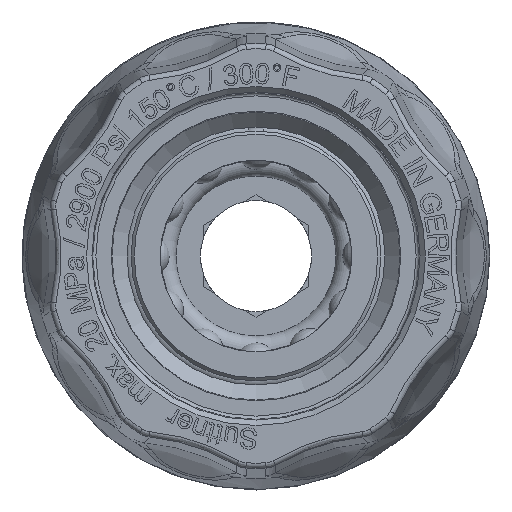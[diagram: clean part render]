
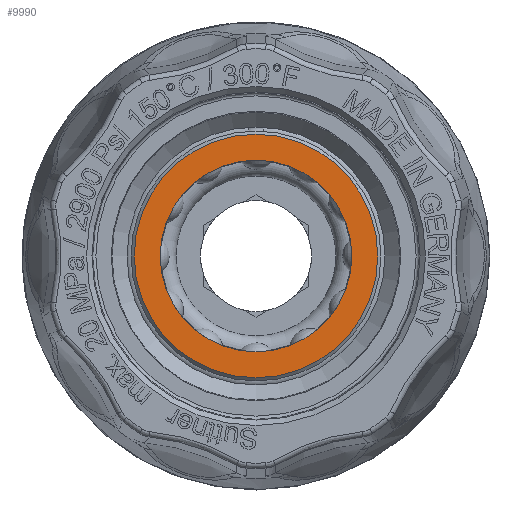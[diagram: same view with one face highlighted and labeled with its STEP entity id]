
A CAD part, front view. The second image highlights one B-rep face of the part: STEP entity #9990.
In plain terms, the highlighted planar face has unit normal (0, -1, 0).
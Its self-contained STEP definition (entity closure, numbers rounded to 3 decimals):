
#1036=PLANE('',#10773);
#1879=CIRCLE('',#10756,9.05);
#1894=CIRCLE('',#10774,11.5);
#2160=ORIENTED_EDGE('',*,*,#5190,.T.);
#2161=ORIENTED_EDGE('',*,*,#5145,.F.);
#5145=EDGE_CURVE('',#8081,#8081,#1879,.T.);
#5190=EDGE_CURVE('',#8120,#8120,#1894,.T.);
#7086=EDGE_LOOP('',(#2160));
#7087=EDGE_LOOP('',(#2161));
#8081=VERTEX_POINT('',#12855);
#8120=VERTEX_POINT('',#13019);
#9136=FACE_BOUND('',#7086,.T.);
#9137=FACE_BOUND('',#7087,.T.);
#9990=ADVANCED_FACE('',(#9136,#9137),#1036,.T.);
#10756=AXIS2_PLACEMENT_3D('',#12854,#11263,#11264);
#10773=AXIS2_PLACEMENT_3D('',#13017,#11321,#11322);
#10774=AXIS2_PLACEMENT_3D('',#13018,#11323,#11324);
#11263=DIRECTION('',(0.,-1.,0.));
#11264=DIRECTION('',(0.,0.,-1.));
#11321=DIRECTION('',(0.,-1.,0.));
#11322=DIRECTION('',(0.,0.,-1.));
#11323=DIRECTION('',(0.,-1.,0.));
#11324=DIRECTION('',(0.,0.,-1.));
#12854=CARTESIAN_POINT('',(0.,0.,0.));
#12855=CARTESIAN_POINT('',(0.,0.,-9.05));
#13017=CARTESIAN_POINT('',(-8.66,0.,-15.));
#13018=CARTESIAN_POINT('',(0.,0.,0.));
#13019=CARTESIAN_POINT('',(0.,0.,-11.5));
